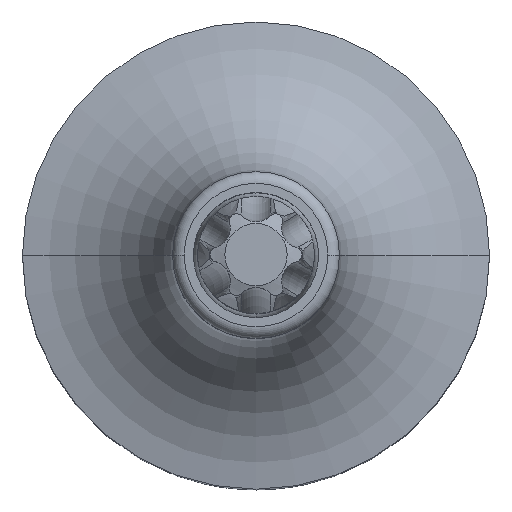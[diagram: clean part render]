
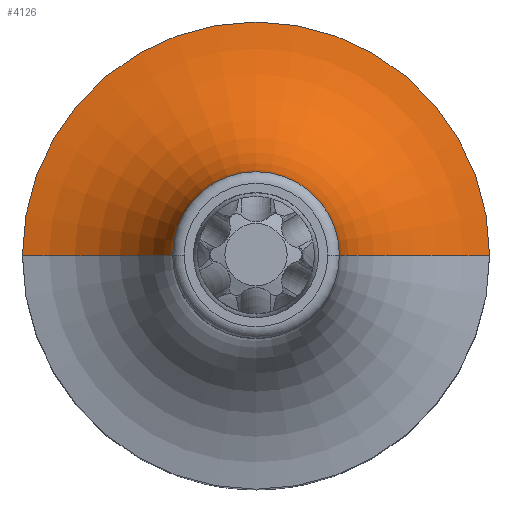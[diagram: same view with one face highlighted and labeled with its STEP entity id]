
A CAD part, top view. The second image highlights one B-rep face of the part: STEP entity #4126.
In plain terms, the highlighted toroidal (fillet/blend) face has major radius 15 mm and minor radius 10 mm.
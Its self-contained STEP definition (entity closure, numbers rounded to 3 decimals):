
#3692=CARTESIAN_POINT('',(0.,0.,26.7));
#3693=DIRECTION('',(0.,0.,1.));
#3694=DIRECTION('',(1.,0.,0.));
#3695=AXIS2_PLACEMENT_3D('',#3692,#3693,#3694);
#3700=CARTESIAN_POINT('',(15.,0.,
36.65));
#3701=DIRECTION('',(0.,1.,0.));
#3702=DIRECTION('',(-0.1,0.,-0.995));
#3703=AXIS2_PLACEMENT_3D('',#3700,#3701,#3702);
#3708=CARTESIAN_POINT('',(-15.,0.,
36.65));
#3709=DIRECTION('',(0.,-1.,0.));
#3710=DIRECTION('',(0.1,0.,-0.995));
#3711=AXIS2_PLACEMENT_3D('',#3708,#3709,#3710);
#3841=CARTESIAN_POINT('',(0.,0.,36.65));
#3842=DIRECTION('',(0.,0.,1.));
#3843=DIRECTION('',(1.,0.,0.));
#3844=AXIS2_PLACEMENT_3D('',#3841,#3842,#3843);
#3856=CARTESIAN_POINT('',(-14.,0.,26.7));
#3857=CARTESIAN_POINT('',(14.,0.,26.7));
#3858=VERTEX_POINT('',#3856);
#3859=VERTEX_POINT('',#3857);
#3860=CARTESIAN_POINT('',(-5.,0.,36.65));
#3861=CARTESIAN_POINT('',(5.,0.,36.65));
#3862=VERTEX_POINT('',#3860);
#3863=VERTEX_POINT('',#3861);
#4112=CARTESIAN_POINT('',(0.,0.,36.65));
#4113=DIRECTION('',(0.,0.,1.));
#4114=DIRECTION('',(1.,0.,0.));
#4115=AXIS2_PLACEMENT_3D('',#4112,#4113,#4114);
#4116=TOROIDAL_SURFACE('',#4115,15.,10.);
#4117=ORIENTED_EDGE('',*,*,#4106,.F.);
#4119=ORIENTED_EDGE('',*,*,#4118,.T.);
#4121=ORIENTED_EDGE('',*,*,#4120,.T.);
#4123=ORIENTED_EDGE('',*,*,#4122,.F.);
#4124=EDGE_LOOP('',(#4117,#4119,#4121,#4123));
#4125=FACE_OUTER_BOUND('',#4124,.F.);
#4126=ADVANCED_FACE('',(#4125),#4116,.F.);
#3696=CIRCLE('',#3695,14.);
#3704=CIRCLE('',#3703,10.);
#3712=CIRCLE('',#3711,10.);
#3845=CIRCLE('',#3844,5.);
#4106=EDGE_CURVE('',#3859,#3858,#3696,.T.);
#4118=EDGE_CURVE('',#3859,#3863,#3704,.T.);
#4120=EDGE_CURVE('',#3863,#3862,#3845,.T.);
#4122=EDGE_CURVE('',#3858,#3862,#3712,.T.);
